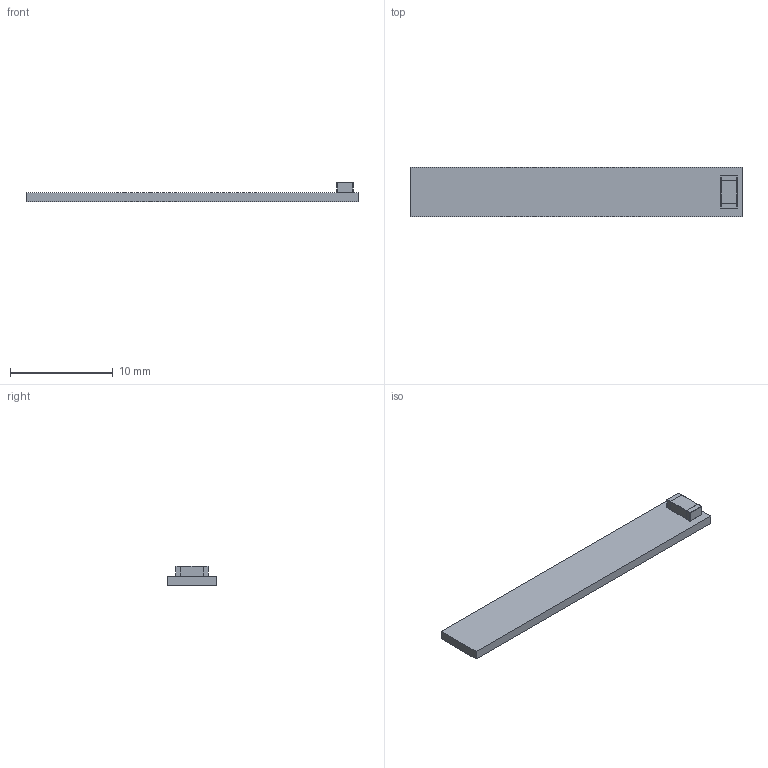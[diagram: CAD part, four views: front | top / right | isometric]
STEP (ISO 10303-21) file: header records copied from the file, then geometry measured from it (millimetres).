
FILE_DESCRIPTION(('Open CASCADE Model'),'2;1');
FILE_NAME('Open CASCADE Shape Model','2024-06-25T21:53:10',('Author'),( 'Open CASCADE'),'Open CASCADE STEP processor 6.8','Open CASCADE 6.8' ,'Unknown');
FILE_SCHEMA(('AUTOMOTIVE_DESIGN { 1 0 10303 214 1 1 1 1 }'));
Length unit declared in the file: millimetre
Products named in the file (5): PCB; Board; Open CASCADE STEP translator 6.8 1.1.1; C1; 1206(3216)
Assembly tree (4 placements, depth 3):
  PCB
    Board
      Open CASCADE STEP translator 6.8 1.1.1
    C1
      1206(3216)
Bounding box: 32.38 x 4.83 x 1.89 mm (x, y, z)
Volume: 144.4 mm3; surface area: 398.4 mm2
Topology: 2 solids, 2 shells, 50 faces, 116 edges, 64 vertices
Faces by surface type: plane 22, cylinder 20, bspline 8
Entity records: 1838 total; most frequent: CARTESIAN_POINT 347, DIRECTION 242, ORIENTED_EDGE 216, EDGE_CURVE 108, AXIS2_PLACEMENT_3D 87, LINE 68, VECTOR 68, VERTEX_POINT 64
